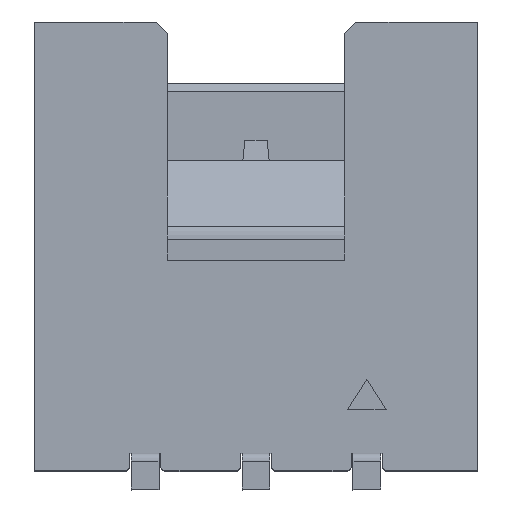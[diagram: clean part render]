
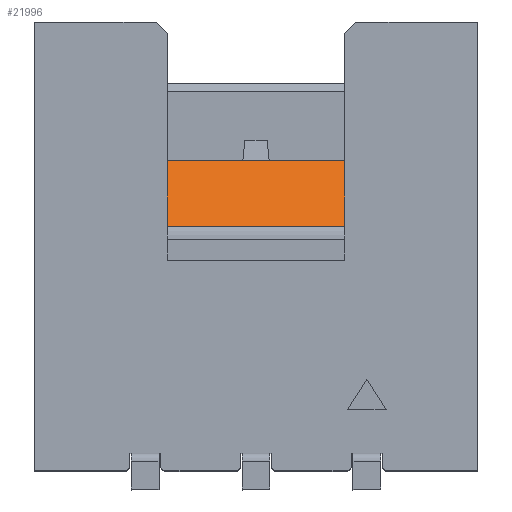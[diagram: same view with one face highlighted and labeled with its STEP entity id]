
A CAD part, top view. The second image highlights one B-rep face of the part: STEP entity #21996.
In plain terms, the highlighted planar face has unit normal (0, 0.474, 0.88).
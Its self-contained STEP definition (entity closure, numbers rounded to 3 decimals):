
#1066 = VERTEX_POINT('',#1067);
#1067 = CARTESIAN_POINT('',(-1.6,1.4,0.));
#1109 = PLANE('',#1110);
#1110 = AXIS2_PLACEMENT_3D('',#1111,#1112,#1113);
#1111 = CARTESIAN_POINT('',(-1.6,0.5,0.35));
#1112 = DIRECTION('',(1.,0.,0.));
#1113 = DIRECTION('',(0.,0.,1.));
#1150 = VERTEX_POINT('',#1151);
#1151 = CARTESIAN_POINT('',(1.6,1.4,0.));
#1165 = PLANE('',#1166);
#1166 = AXIS2_PLACEMENT_3D('',#1167,#1168,#1169);
#1167 = CARTESIAN_POINT('',(1.6,0.5,0.35));
#1168 = DIRECTION('',(1.,0.,0.));
#1169 = DIRECTION('',(0.,0.,1.));
#6416 = PLANE('',#6417);
#6417 = AXIS2_PLACEMENT_3D('',#6418,#6419,#6420);
#6418 = CARTESIAN_POINT('',(0.,1.4,-0.4));
#6419 = DIRECTION('',(0.,1.,0.));
#6420 = DIRECTION('',(1.,0.,0.));
#21948 = EDGE_CURVE('',#1150,#1066,#21949,.T.);
#21949 = SURFACE_CURVE('',#21950,(#21954,#21961),.PCURVE_S1.);
#21950 = LINE('',#21951,#21952);
#21951 = CARTESIAN_POINT('',(1.6,1.4,0.));
#21952 = VECTOR('',#21953,1.);
#21953 = DIRECTION('',(-1.,0.,0.));
#21954 = PCURVE('',#6416,#21955);
#21955 = DEFINITIONAL_REPRESENTATION('',(#21956),#21960);
#21956 = LINE('',#21957,#21958);
#21957 = CARTESIAN_POINT('',(1.6,-0.4));
#21958 = VECTOR('',#21959,1.);
#21959 = DIRECTION('',(-1.,0.));
#21960 = ( GEOMETRIC_REPRESENTATION_CONTEXT(2) 
PARAMETRIC_REPRESENTATION_CONTEXT() REPRESENTATION_CONTEXT('2D SPACE',''
  ) );
#21961 = PCURVE('',#21962,#21967);
#21962 = PLANE('',#21963);
#21963 = AXIS2_PLACEMENT_3D('',#21964,#21965,#21966);
#21964 = CARTESIAN_POINT('',(0.,0.805,0.32));
#21965 = DIRECTION('',(0.,0.474,0.88));
#21966 = DIRECTION('',(0.,0.88,-0.474));
#21967 = DEFINITIONAL_REPRESENTATION('',(#21968),#21972);
#21968 = LINE('',#21969,#21970);
#21969 = CARTESIAN_POINT('',(0.675,-1.6));
#21970 = VECTOR('',#21971,1.);
#21971 = DIRECTION('',(0.,1.));
#21972 = ( GEOMETRIC_REPRESENTATION_CONTEXT(2) 
PARAMETRIC_REPRESENTATION_CONTEXT() REPRESENTATION_CONTEXT('2D SPACE',''
  ) );
#21996 = ADVANCED_FACE('',(#21997),#21962,.T.);
#21997 = FACE_BOUND('',#21998,.F.);
#21998 = EDGE_LOOP('',(#21999,#22029,#22050,#22051));
#21999 = ORIENTED_EDGE('',*,*,#22000,.F.);
#22000 = EDGE_CURVE('',#22001,#22003,#22005,.T.);
#22001 = VERTEX_POINT('',#22002);
#22002 = CARTESIAN_POINT('',(-1.6,0.211,0.64));
#22003 = VERTEX_POINT('',#22004);
#22004 = CARTESIAN_POINT('',(1.6,0.211,0.64));
#22005 = SURFACE_CURVE('',#22006,(#22010,#22017),.PCURVE_S1.);
#22006 = LINE('',#22007,#22008);
#22007 = CARTESIAN_POINT('',(-1.6,0.211,0.64));
#22008 = VECTOR('',#22009,1.);
#22009 = DIRECTION('',(1.,0.,0.));
#22010 = PCURVE('',#21962,#22011);
#22011 = DEFINITIONAL_REPRESENTATION('',(#22012),#22016);
#22012 = LINE('',#22013,#22014);
#22013 = CARTESIAN_POINT('',(-0.675,1.6));
#22014 = VECTOR('',#22015,1.);
#22015 = DIRECTION('',(0.,-1.));
#22016 = ( GEOMETRIC_REPRESENTATION_CONTEXT(2) 
PARAMETRIC_REPRESENTATION_CONTEXT() REPRESENTATION_CONTEXT('2D SPACE',''
  ) );
#22017 = PCURVE('',#22018,#22023);
#22018 = CYLINDRICAL_SURFACE('',#22019,0.5);
#22019 = AXIS2_PLACEMENT_3D('',#22020,#22021,#22022);
#22020 = CARTESIAN_POINT('',(-1.664,-0.026,0.2));
#22021 = DIRECTION('',(1.,0.,0.));
#22022 = DIRECTION('',(-0.,0.474,0.88));
#22023 = DEFINITIONAL_REPRESENTATION('',(#22024),#22028);
#22024 = LINE('',#22025,#22026);
#22025 = CARTESIAN_POINT('',(0.,0.064));
#22026 = VECTOR('',#22027,1.);
#22027 = DIRECTION('',(0.,1.));
#22028 = ( GEOMETRIC_REPRESENTATION_CONTEXT(2) 
PARAMETRIC_REPRESENTATION_CONTEXT() REPRESENTATION_CONTEXT('2D SPACE',''
  ) );
#22029 = ORIENTED_EDGE('',*,*,#22030,.F.);
#22030 = EDGE_CURVE('',#1066,#22001,#22031,.T.);
#22031 = SURFACE_CURVE('',#22032,(#22036,#22043),.PCURVE_S1.);
#22032 = LINE('',#22033,#22034);
#22033 = CARTESIAN_POINT('',(-1.6,1.4,0.));
#22034 = VECTOR('',#22035,1.);
#22035 = DIRECTION('',(0.,-0.88,0.474));
#22036 = PCURVE('',#21962,#22037);
#22037 = DEFINITIONAL_REPRESENTATION('',(#22038),#22042);
#22038 = LINE('',#22039,#22040);
#22039 = CARTESIAN_POINT('',(0.675,1.6));
#22040 = VECTOR('',#22041,1.);
#22041 = DIRECTION('',(-1.,0.));
#22042 = ( GEOMETRIC_REPRESENTATION_CONTEXT(2) 
PARAMETRIC_REPRESENTATION_CONTEXT() REPRESENTATION_CONTEXT('2D SPACE',''
  ) );
#22043 = PCURVE('',#1109,#22044);
#22044 = DEFINITIONAL_REPRESENTATION('',(#22045),#22049);
#22045 = LINE('',#22046,#22047);
#22046 = CARTESIAN_POINT('',(-0.35,-0.9));
#22047 = VECTOR('',#22048,1.);
#22048 = DIRECTION('',(0.474,0.88));
#22049 = ( GEOMETRIC_REPRESENTATION_CONTEXT(2) 
PARAMETRIC_REPRESENTATION_CONTEXT() REPRESENTATION_CONTEXT('2D SPACE',''
  ) );
#22050 = ORIENTED_EDGE('',*,*,#21948,.F.);
#22051 = ORIENTED_EDGE('',*,*,#22052,.F.);
#22052 = EDGE_CURVE('',#22003,#1150,#22053,.T.);
#22053 = SURFACE_CURVE('',#22054,(#22058,#22065),.PCURVE_S1.);
#22054 = LINE('',#22055,#22056);
#22055 = CARTESIAN_POINT('',(1.6,0.211,0.64));
#22056 = VECTOR('',#22057,1.);
#22057 = DIRECTION('',(0.,0.88,-0.474));
#22058 = PCURVE('',#21962,#22059);
#22059 = DEFINITIONAL_REPRESENTATION('',(#22060),#22064);
#22060 = LINE('',#22061,#22062);
#22061 = CARTESIAN_POINT('',(-0.675,-1.6));
#22062 = VECTOR('',#22063,1.);
#22063 = DIRECTION('',(1.,0.));
#22064 = ( GEOMETRIC_REPRESENTATION_CONTEXT(2) 
PARAMETRIC_REPRESENTATION_CONTEXT() REPRESENTATION_CONTEXT('2D SPACE',''
  ) );
#22065 = PCURVE('',#1165,#22066);
#22066 = DEFINITIONAL_REPRESENTATION('',(#22067),#22071);
#22067 = LINE('',#22068,#22069);
#22068 = CARTESIAN_POINT('',(0.29,0.289));
#22069 = VECTOR('',#22070,1.);
#22070 = DIRECTION('',(-0.474,-0.88));
#22071 = ( GEOMETRIC_REPRESENTATION_CONTEXT(2) 
PARAMETRIC_REPRESENTATION_CONTEXT() REPRESENTATION_CONTEXT('2D SPACE',''
  ) );
